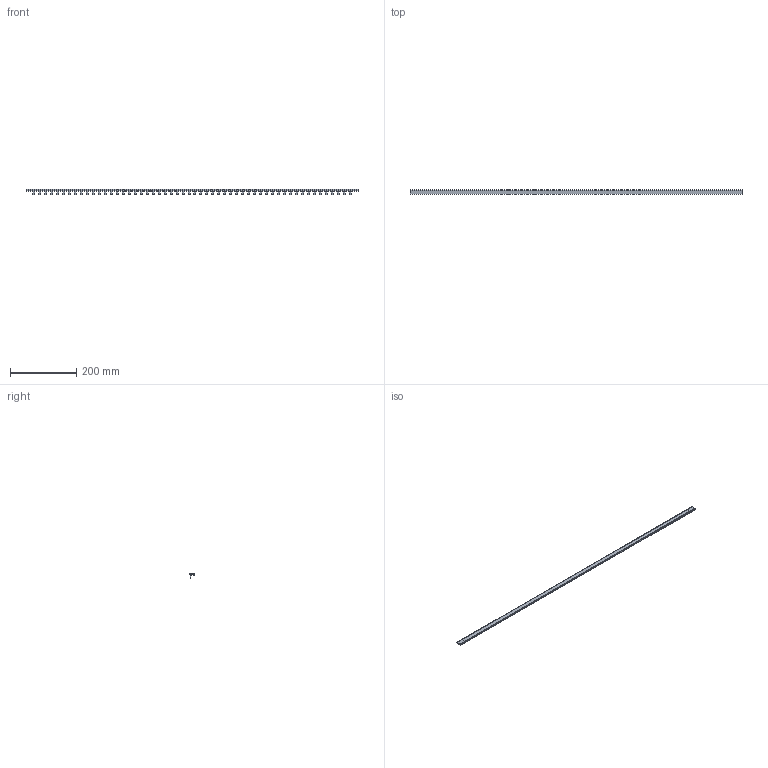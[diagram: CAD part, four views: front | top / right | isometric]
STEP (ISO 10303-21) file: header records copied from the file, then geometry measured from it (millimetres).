
FILE_DESCRIPTION((''),'2;1');
FILE_NAME('ASM0001_ASM','2024-04-27T',('dell'),(''),'PRO/ENGINEER BY PARAMETRIC TECHNOLOGY CORPORATION, 2013230','PRO/ENGINEER BY PARAMETRIC TECHNOLOGY CORPORATION, 2013230','');
FILE_SCHEMA(('AUTOMOTIVE_DESIGN { 1 0 10303 214 1 1 1 1 }'));
Length unit declared in the file: millimetre
Products named in the file (1): ASM0001_ASM
Bounding box: 1000 x 15.03 x 15.6 mm (x, y, z)
Volume: 64368 mm3; surface area: 91937.9 mm2
Topology: 1 solids, 1 shells, 449 faces, 1128 edges, 682 vertices
Faces by surface type: plane 333, cylinder 116
Entity records: 13268 total; most frequent: CARTESIAN_POINT 2579, ORIENTED_EDGE 2256, DIRECTION 2153, EDGE_CURVE 1128, VECTOR 789, LINE 789, AXIS2_PLACEMENT_3D 682, VERTEX_POINT 682
